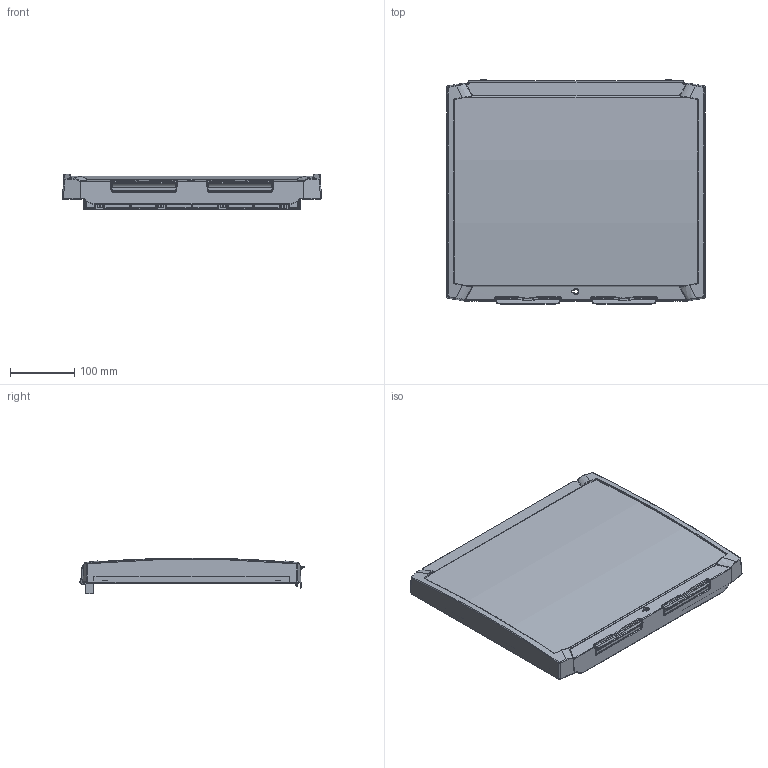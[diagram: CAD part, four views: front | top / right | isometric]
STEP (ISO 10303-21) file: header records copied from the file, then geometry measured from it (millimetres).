
FILE_DESCRIPTION(/* description */ (''),/* implementation_level */ '2;1');
FILE_NAME(/* name */ '2604126_3D.stp',/* time_stamp */ '2018-07-09T10:49:03+02:00',/* author */ ('haertel'),/* organization */ (''),/* preprocessor_version */ 'ST-DEVELOPER v16.13',/* originating_system */ 'Autodesk Inventor 2018',/* authorisation */ '');
FILE_SCHEMA (('AUTOMOTIVE_DESIGN { 1 0 10303 214 3 1 1 }'));
Length unit declared in the file: millimetre
Products named in the file (5): 2604126_3D; 1011386_3D-test-2; PART1_1; PART1_2; PART1
Assembly tree (5 placements, depth 2):
  2604126_3D
    1011386_3D-test-2  x2
    PART1_1
    PART1_2
    PART1
Bounding box: 404 x 350.04 x 55.76 mm (x, y, z)
Volume: 893487.7 mm3; surface area: 549968 mm2
Topology: 5 solids, 5 shells, 2543 faces, 6760 edges, 4156 vertices
Faces by surface type: plane 1284, cylinder 668, bspline 377, sphere 158, cone 41, torus 15
Full cylindrical faces by diameter (mm): 2 x4, 2.15 x8
Entity records: 97333 total; most frequent: CARTESIAN_POINT 43858, ORIENTED_EDGE 11470, DIRECTION 10781, EDGE_CURVE 5735, LINE 3681, VECTOR 3681, VERTEX_POINT 3590, AXIS2_PLACEMENT_3D 3550
